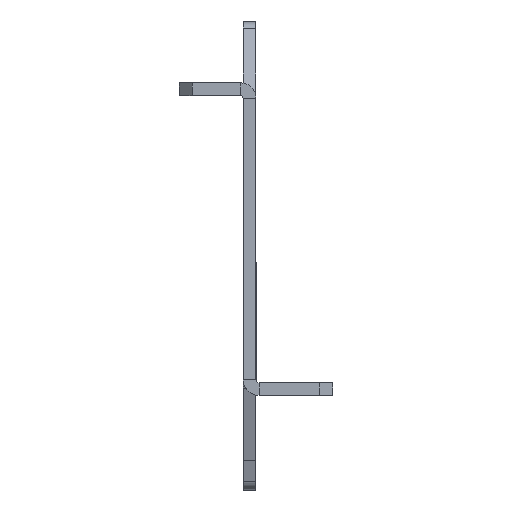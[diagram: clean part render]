
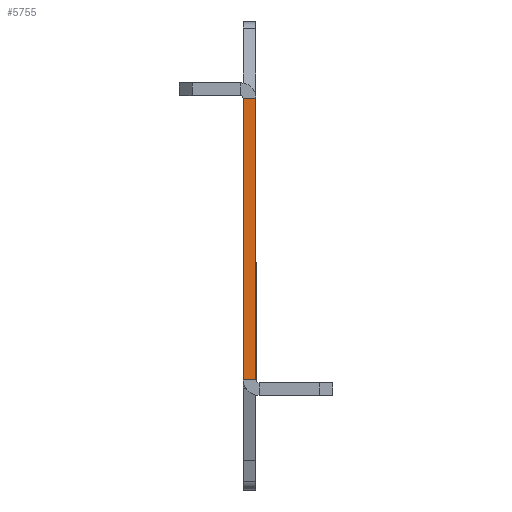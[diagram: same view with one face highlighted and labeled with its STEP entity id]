
A CAD part, left-side view. The second image highlights one B-rep face of the part: STEP entity #5755.
In plain terms, the highlighted planar face has unit normal (-1, 0, 0).
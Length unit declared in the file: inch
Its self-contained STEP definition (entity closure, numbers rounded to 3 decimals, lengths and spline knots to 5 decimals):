
#496 = CARTESIAN_POINT ( 'NONE',  ( 0., 0., -2.75 ) ) ;
#514 = LINE ( 'NONE', #8813, #5609 ) ;
#803 = LINE ( 'NONE', #12010, #10722 ) ;
#852 = PLANE ( 'NONE',  #8153 ) ;
#1203 = EDGE_CURVE ( 'NONE', #8539, #3092, #803, .T. ) ;
#1664 = VECTOR ( 'NONE', #10921, 39.37008 ) ;
#1863 = DIRECTION ( 'NONE',  ( 0., 0., 1. ) ) ;
#2975 = ORIENTED_EDGE ( 'NONE', *, *, #8079, .T. ) ;
#3092 = VERTEX_POINT ( 'NONE', #10501 ) ;
#3744 = ORIENTED_EDGE ( 'NONE', *, *, #12038, .F. ) ;
#3752 = CARTESIAN_POINT ( 'NONE',  ( 0., 0., -2.75 ) ) ;
#4495 = LINE ( 'NONE', #9955, #1664 ) ;
#4512 = ORIENTED_EDGE ( 'NONE', *, *, #8285, .T. ) ;
#4597 = VERTEX_POINT ( 'NONE', #8412 ) ;
#5609 = VECTOR ( 'NONE', #6860, 39.37008 ) ;
#5755 = ADVANCED_FACE ( 'NONE', ( #9542 ), #852, .F. ) ;
#6358 = VERTEX_POINT ( 'NONE', #496 ) ;
#6860 = DIRECTION ( 'NONE',  ( 0., 1., 0. ) ) ;
#7037 = CARTESIAN_POINT ( 'NONE',  ( 0., 0.125, -2.75 ) ) ;
#7609 = DIRECTION ( 'NONE',  ( 1., 0., 0. ) ) ;
#8079 = EDGE_CURVE ( 'NONE', #4597, #3092, #4495, .T. ) ;
#8153 = AXIS2_PLACEMENT_3D ( 'NONE', #11439, #7609, #1863 ) ;
#8285 = EDGE_CURVE ( 'NONE', #6358, #4597, #11747, .T. ) ;
#8412 = CARTESIAN_POINT ( 'NONE',  ( 0., 0., 0. ) ) ;
#8539 = VERTEX_POINT ( 'NONE', #7037 ) ;
#8813 = CARTESIAN_POINT ( 'NONE',  ( 0., 0.125, -2.75 ) ) ;
#9477 = VECTOR ( 'NONE', #11457, 39.37008 ) ;
#9542 = FACE_OUTER_BOUND ( 'NONE', #11013, .T. ) ;
#9955 = CARTESIAN_POINT ( 'NONE',  ( 0., 0.125, 0. ) ) ;
#10090 = DIRECTION ( 'NONE',  ( 0., 0., 1. ) ) ;
#10094 = ORIENTED_EDGE ( 'NONE', *, *, #1203, .F. ) ;
#10501 = CARTESIAN_POINT ( 'NONE',  ( 0., 0.125, 0. ) ) ;
#10722 = VECTOR ( 'NONE', #10090, 39.37008 ) ;
#10921 = DIRECTION ( 'NONE',  ( 0., 1., 0. ) ) ;
#11013 = EDGE_LOOP ( 'NONE', ( #3744, #4512, #2975, #10094 ) ) ;
#11439 = CARTESIAN_POINT ( 'NONE',  ( 0., 0.125, 0. ) ) ;
#11457 = DIRECTION ( 'NONE',  ( 0., 0., 1. ) ) ;
#11747 = LINE ( 'NONE', #3752, #9477 ) ;
#12010 = CARTESIAN_POINT ( 'NONE',  ( 0., 0.125, 0. ) ) ;
#12038 = EDGE_CURVE ( 'NONE', #6358, #8539, #514, .T. ) ;
